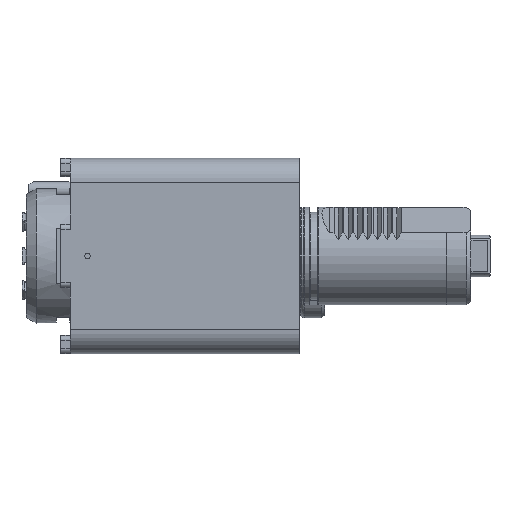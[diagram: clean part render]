
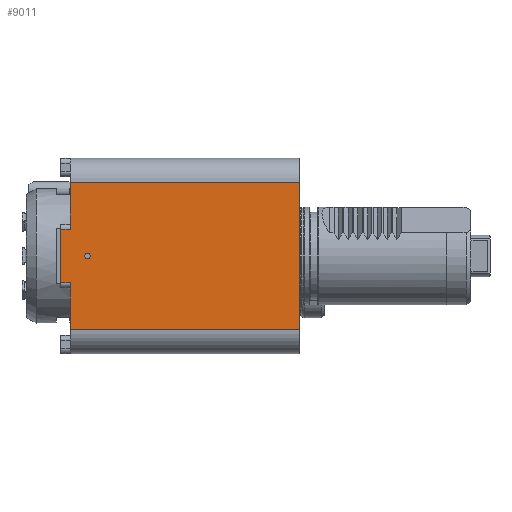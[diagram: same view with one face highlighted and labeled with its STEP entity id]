
A CAD part, left-side view. The second image highlights one B-rep face of the part: STEP entity #9011.
In plain terms, the highlighted planar face has unit normal (-1, 0, 0).
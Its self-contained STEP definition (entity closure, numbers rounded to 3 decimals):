
#161 = VECTOR ( 'NONE', #7002, 1000. ) ;
#304 = CARTESIAN_POINT ( 'NONE',  ( -90., 164., -30. ) ) ;
#312 = EDGE_LOOP ( 'NONE', ( #11073, #12307, #9314, #3560, #8855, #11880, #23630, #7651 ) ) ;
#471 = VECTOR ( 'NONE', #15600, 1000. ) ;
#1087 = CARTESIAN_POINT ( 'NONE',  ( -90., 110., -30. ) ) ;
#1162 = CARTESIAN_POINT ( 'NONE',  ( -90., 155.884, 0. ) ) ;
#1785 = VERTEX_POINT ( 'NONE', #23178 ) ;
#1934 = LINE ( 'NONE', #10448, #12879 ) ;
#2449 = EDGE_CURVE ( 'NONE', #8658, #20162, #12987, .T. ) ;
#2592 = EDGE_CURVE ( 'NONE', #8658, #22040, #13520, .T. ) ;
#2603 = CARTESIAN_POINT ( 'NONE',  ( -90., 164., 30. ) ) ;
#3110 = EDGE_CURVE ( 'NONE', #17754, #11251, #9120, .T. ) ;
#3250 = EDGE_CURVE ( 'NONE', #22166, #22166, #15704, .T. ) ;
#3560 = ORIENTED_EDGE ( 'NONE', *, *, #2449, .F. ) ;
#4618 = VECTOR ( 'NONE', #25213, 1000. ) ;
#5041 = AXIS2_PLACEMENT_3D ( 'NONE', #16184, #5597, #6013 ) ;
#5597 = DIRECTION ( 'NONE',  ( -1., 0., 0. ) ) ;
#6013 = DIRECTION ( 'NONE',  ( 0., -1., 0. ) ) ;
#6616 = LINE ( 'NONE', #23449, #18237 ) ;
#7002 = DIRECTION ( 'NONE',  ( 0., 0., 1. ) ) ;
#7651 = ORIENTED_EDGE ( 'NONE', *, *, #19055, .T. ) ;
#7889 = CARTESIAN_POINT ( 'NONE',  ( -90., 164., 30. ) ) ;
#8658 = VERTEX_POINT ( 'NONE', #19485 ) ;
#8855 = ORIENTED_EDGE ( 'NONE', *, *, #2592, .T. ) ;
#9011 = ADVANCED_FACE ( 'Defeature completata1_19', ( #9882, #18327 ), #26819, .T. ) ;
#9120 = LINE ( 'NONE', #26063, #161 ) ;
#9314 = ORIENTED_EDGE ( 'NONE', *, *, #27050, .F. ) ;
#9882 = FACE_OUTER_BOUND ( 'NONE', #312, .T. ) ;
#10448 = CARTESIAN_POINT ( 'NONE',  ( -90., 168., 11. ) ) ;
#10908 = VERTEX_POINT ( 'NONE', #304 ) ;
#11073 = ORIENTED_EDGE ( 'NONE', *, *, #17721, .T. ) ;
#11251 = VERTEX_POINT ( 'NONE', #2603 ) ;
#11441 = CARTESIAN_POINT ( 'NONE',  ( -90., 168., -11. ) ) ;
#11693 = LINE ( 'NONE', #17660, #471 ) ;
#11880 = ORIENTED_EDGE ( 'NONE', *, *, #24317, .F. ) ;
#12143 = CARTESIAN_POINT ( 'NONE',  ( -90., 168., 11. ) ) ;
#12307 = ORIENTED_EDGE ( 'NONE', *, *, #3110, .F. ) ;
#12332 = DIRECTION ( 'NONE',  ( 0., 0., 1. ) ) ;
#12479 = LINE ( 'NONE', #7889, #18497 ) ;
#12768 = DIRECTION ( 'NONE',  ( 0., 1., 0. ) ) ;
#12879 = VECTOR ( 'NONE', #19164, 1000. ) ;
#12987 = LINE ( 'NONE', #25479, #4618 ) ;
#13520 = LINE ( 'NONE', #11441, #20153 ) ;
#13608 = VERTEX_POINT ( 'NONE', #24904 ) ;
#14270 = AXIS2_PLACEMENT_3D ( 'NONE', #26279, #16266, #24738 ) ;
#15600 = DIRECTION ( 'NONE',  ( 0., 0., 1. ) ) ;
#15704 = CIRCLE ( 'NONE', #5041, 1.116 ) ;
#15863 = EDGE_LOOP ( 'NONE', ( #23286 ) ) ;
#16184 = CARTESIAN_POINT ( 'NONE',  ( -90., 157., 0. ) ) ;
#16266 = DIRECTION ( 'NONE',  ( -1., 0., 0. ) ) ;
#17196 = EDGE_CURVE ( 'NONE', #10908, #13608, #26829, .T. ) ;
#17395 = CARTESIAN_POINT ( 'NONE',  ( -90., 164., -11. ) ) ;
#17660 = CARTESIAN_POINT ( 'NONE',  ( -90., 70.2, 40. ) ) ;
#17721 = EDGE_CURVE ( 'NONE', #1785, #11251, #6616, .T. ) ;
#17754 = VERTEX_POINT ( 'NONE', #18141 ) ;
#18141 = CARTESIAN_POINT ( 'NONE',  ( -90., 164., 11. ) ) ;
#18237 = VECTOR ( 'NONE', #12768, 1000. ) ;
#18327 = FACE_BOUND ( 'NONE', #15863, .T. ) ;
#18497 = VECTOR ( 'NONE', #12332, 1000. ) ;
#19055 = EDGE_CURVE ( 'NONE', #13608, #1785, #11693, .T. ) ;
#19164 = DIRECTION ( 'NONE',  ( 0., -1., 0. ) ) ;
#19485 = CARTESIAN_POINT ( 'NONE',  ( -90., 168., -11. ) ) ;
#19973 = VECTOR ( 'NONE', #26550, 1000. ) ;
#20153 = VECTOR ( 'NONE', #23934, 1000. ) ;
#20162 = VERTEX_POINT ( 'NONE', #12143 ) ;
#22040 = VERTEX_POINT ( 'NONE', #17395 ) ;
#22166 = VERTEX_POINT ( 'NONE', #1162 ) ;
#23178 = CARTESIAN_POINT ( 'NONE',  ( -90., 70.2, 30. ) ) ;
#23286 = ORIENTED_EDGE ( 'NONE', *, *, #3250, .F. ) ;
#23449 = CARTESIAN_POINT ( 'NONE',  ( -90., 110., 30. ) ) ;
#23630 = ORIENTED_EDGE ( 'NONE', *, *, #17196, .T. ) ;
#23934 = DIRECTION ( 'NONE',  ( 0., -1., 0. ) ) ;
#24317 = EDGE_CURVE ( 'NONE', #10908, #22040, #12479, .T. ) ;
#24738 = DIRECTION ( 'NONE',  ( 0., 0., 1. ) ) ;
#24904 = CARTESIAN_POINT ( 'NONE',  ( -90., 70.2, -30. ) ) ;
#25213 = DIRECTION ( 'NONE',  ( 0., 0., 1. ) ) ;
#25479 = CARTESIAN_POINT ( 'NONE',  ( -90., 168., 0. ) ) ;
#26063 = CARTESIAN_POINT ( 'NONE',  ( -90., 164., 30. ) ) ;
#26279 = CARTESIAN_POINT ( 'NONE',  ( -90., 110., 40. ) ) ;
#26550 = DIRECTION ( 'NONE',  ( 0., -1., 0. ) ) ;
#26819 = PLANE ( 'NONE',  #14270 ) ;
#26829 = LINE ( 'NONE', #1087, #19973 ) ;
#27050 = EDGE_CURVE ( 'NONE', #20162, #17754, #1934, .T. ) ;
